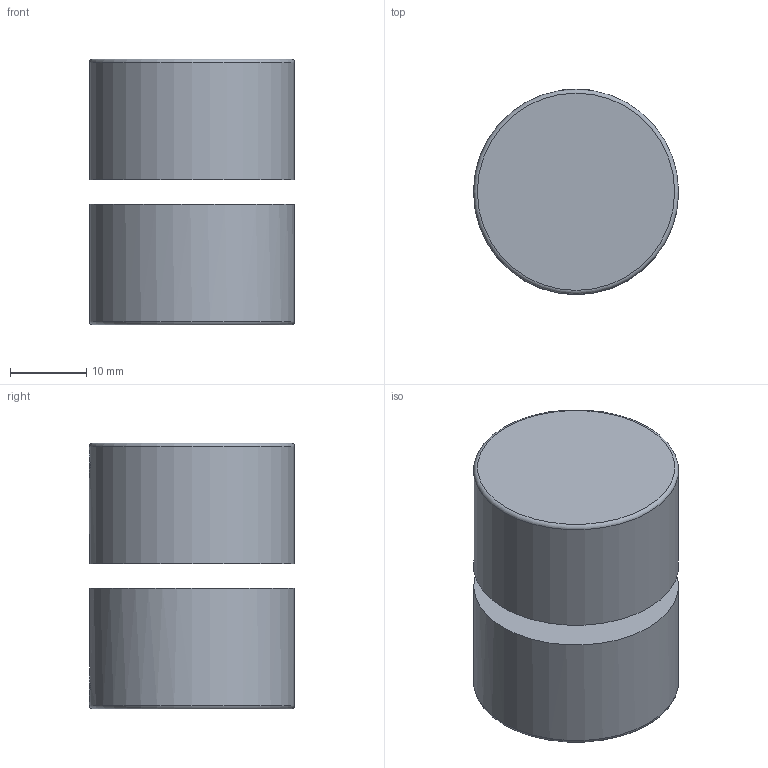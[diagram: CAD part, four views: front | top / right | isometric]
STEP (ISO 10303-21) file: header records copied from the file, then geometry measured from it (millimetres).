
FILE_DESCRIPTION (( 'STEP AP203' ), '1' );
FILE_NAME ('MTD-0.2 (316) SOLID.step', '2022-09-09T18:29:26', ( '' ), ( '' ), 'SwSTEP 2.0', 'SolidWorks 2021', '' );
FILE_SCHEMA (( 'CONFIG_CONTROL_DESIGN' ));
Length unit declared in the file: inch
Products named in the file (1): MTD-0.2 (316) SOLID
Bounding box: 26.92 x 26.92 x 34.92 mm (x, y, z)
Volume: 18057.3 mm3; surface area: 4943.3 mm2
Topology: 2 solids, 4 shells, 52 faces, 103 edges, 61 vertices
Faces by surface type: plane 32, cylinder 10, torus 4, cone 4, bspline 2
Full cylindrical faces by diameter (mm): 26.924 x2
Entity records: 2205 total; most frequent: CARTESIAN_POINT 1157, DIRECTION 196, ORIENTED_EDGE 180, EDGE_CURVE 90, AXIS2_PLACEMENT_3D 79, EDGE_LOOP 64, FACE_OUTER_BOUND 58, VERTEX_POINT 58
